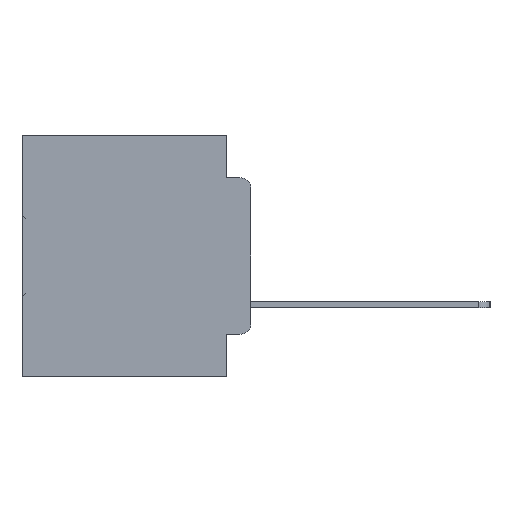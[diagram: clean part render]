
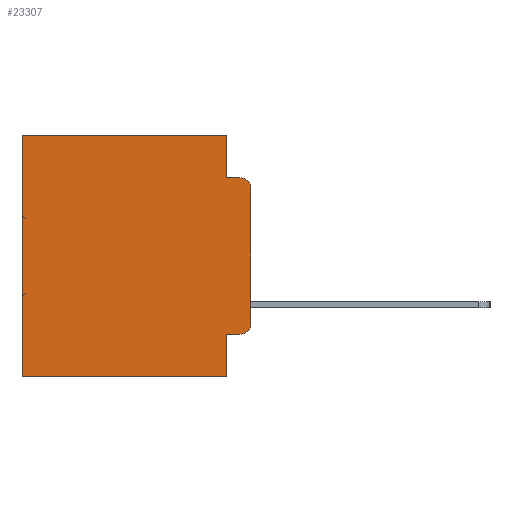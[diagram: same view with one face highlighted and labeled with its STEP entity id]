
A CAD part, left-side view. The second image highlights one B-rep face of the part: STEP entity #23307.
In plain terms, the highlighted planar face has unit normal (-1, 0, 0).
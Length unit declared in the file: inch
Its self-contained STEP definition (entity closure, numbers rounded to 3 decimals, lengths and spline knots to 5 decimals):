
#142 = EDGE_CURVE ( 'NONE', #21817, #21361, #4534, .T. ) ;
#183 = DIRECTION ( 'NONE',  ( -1., 0., 0. ) ) ;
#1062 = LINE ( 'NONE', #3871, #8872 ) ;
#1596 = CARTESIAN_POINT ( 'NONE',  ( 0.298, 0.051, -0.0885 ) ) ;
#1756 = ORIENTED_EDGE ( 'NONE', *, *, #30645, .F. ) ;
#2062 = DIRECTION ( 'NONE',  ( 0., 0., -1. ) ) ;
#2136 = EDGE_CURVE ( 'NONE', #22811, #10354, #29987, .T. ) ;
#3871 = CARTESIAN_POINT ( 'NONE',  ( 0.298, 0., -0.5 ) ) ;
#3994 = PLANE ( 'NONE',  #31202 ) ;
#4534 = LINE ( 'NONE', #11827, #25911 ) ;
#4540 = CARTESIAN_POINT ( 'NONE',  ( 0.298, 0.473, 0. ) ) ;
#4987 = VERTEX_POINT ( 'NONE', #31937 ) ;
#5271 = EDGE_CURVE ( 'NONE', #21817, #22811, #20362, .T. ) ;
#5314 = ORIENTED_EDGE ( 'NONE', *, *, #12661, .F. ) ;
#5929 = VERTEX_POINT ( 'NONE', #25587 ) ;
#6964 = CARTESIAN_POINT ( 'NONE',  ( 0.298, 0.051, -0.4115 ) ) ;
#7118 = CIRCLE ( 'NONE', #22336, 0.02 ) ;
#7316 = CARTESIAN_POINT ( 'NONE',  ( 0.298, 0.473, -0.5 ) ) ;
#8203 = VECTOR ( 'NONE', #8491, 39.37008 ) ;
#8491 = DIRECTION ( 'NONE',  ( 0., 0., -1. ) ) ;
#8613 = CARTESIAN_POINT ( 'NONE',  ( 0.298, 0., 0. ) ) ;
#8872 = VECTOR ( 'NONE', #23526, 39.37008 ) ;
#9153 = EDGE_LOOP ( 'NONE', ( #5314, #11852, #1756, #21236, #28885, #21831, #33616, #11664, #24035, #32930 ) ) ;
#10171 = DIRECTION ( 'NONE',  ( 0., -1., 0. ) ) ;
#10354 = VERTEX_POINT ( 'NONE', #7316 ) ;
#10867 = VERTEX_POINT ( 'NONE', #25944 ) ;
#11141 = LINE ( 'NONE', #15084, #24795 ) ;
#11664 = ORIENTED_EDGE ( 'NONE', *, *, #13864, .F. ) ;
#11827 = CARTESIAN_POINT ( 'NONE',  ( 0.298, 0.051, 0. ) ) ;
#11852 = ORIENTED_EDGE ( 'NONE', *, *, #28898, .T. ) ;
#11969 = VECTOR ( 'NONE', #10171, 39.37008 ) ;
#12661 = EDGE_CURVE ( 'NONE', #21159, #5929, #11141, .T. ) ;
#13864 = EDGE_CURVE ( 'NONE', #34190, #25634, #28488, .T. ) ;
#13918 = VECTOR ( 'NONE', #17728, 39.37008 ) ;
#14150 = DIRECTION ( 'NONE',  ( 0., 0., -1. ) ) ;
#14649 = FACE_OUTER_BOUND ( 'NONE', #9153, .T. ) ;
#14659 = DIRECTION ( 'NONE',  ( -1., 0., 0. ) ) ;
#15084 = CARTESIAN_POINT ( 'NONE',  ( 0.298, 0., 0. ) ) ;
#15615 = DIRECTION ( 'NONE',  ( 1., 0., 0. ) ) ;
#15768 = CARTESIAN_POINT ( 'NONE',  ( 0.298, 0.051, 0. ) ) ;
#16862 = DIRECTION ( 'NONE',  ( 0., -1., 0. ) ) ;
#17504 = CARTESIAN_POINT ( 'NONE',  ( 0.298, 0.02, -0.3915 ) ) ;
#17582 = CARTESIAN_POINT ( 'NONE',  ( 0.298, 0.473, 0. ) ) ;
#17728 = DIRECTION ( 'NONE',  ( 0., 1., 0. ) ) ;
#17891 = DIRECTION ( 'NONE',  ( 0., 0., -1. ) ) ;
#18655 = CARTESIAN_POINT ( 'NONE',  ( 0.298, 0.051, -0.0885 ) ) ;
#20218 = DIRECTION ( 'NONE',  ( 0., 0., -1. ) ) ;
#20362 = LINE ( 'NONE', #8613, #13918 ) ;
#21159 = VERTEX_POINT ( 'NONE', #33541 ) ;
#21236 = ORIENTED_EDGE ( 'NONE', *, *, #142, .F. ) ;
#21361 = VERTEX_POINT ( 'NONE', #1596 ) ;
#21817 = VERTEX_POINT ( 'NONE', #15768 ) ;
#21831 = ORIENTED_EDGE ( 'NONE', *, *, #2136, .T. ) ;
#22336 = AXIS2_PLACEMENT_3D ( 'NONE', #17504, #183, #20218 ) ;
#22811 = VERTEX_POINT ( 'NONE', #4540 ) ;
#22963 = EDGE_CURVE ( 'NONE', #34190, #10867, #31719, .T. ) ;
#23240 = CARTESIAN_POINT ( 'NONE',  ( 0.298, 0.051, -0.5 ) ) ;
#23307 = ADVANCED_FACE ( 'NONE', ( #14649 ), #3994, .F. ) ;
#23526 = DIRECTION ( 'NONE',  ( 0., 1., 0. ) ) ;
#24035 = ORIENTED_EDGE ( 'NONE', *, *, #22963, .T. ) ;
#24788 = VECTOR ( 'NONE', #16862, 39.37008 ) ;
#24795 = VECTOR ( 'NONE', #17891, 39.37008 ) ;
#25587 = CARTESIAN_POINT ( 'NONE',  ( 0.298, 0., -0.3915 ) ) ;
#25634 = VERTEX_POINT ( 'NONE', #23240 ) ;
#25911 = VECTOR ( 'NONE', #2062, 39.37008 ) ;
#25944 = CARTESIAN_POINT ( 'NONE',  ( 0.298, 0.02, -0.4115 ) ) ;
#26311 = CARTESIAN_POINT ( 'NONE',  ( 0.298, 0., 0. ) ) ;
#28101 = AXIS2_PLACEMENT_3D ( 'NONE', #30639, #14659, #33158 ) ;
#28268 = EDGE_CURVE ( 'NONE', #10867, #5929, #7118, .T. ) ;
#28488 = LINE ( 'NONE', #35149, #34498 ) ;
#28885 = ORIENTED_EDGE ( 'NONE', *, *, #5271, .T. ) ;
#28898 = EDGE_CURVE ( 'NONE', #21159, #4987, #29390, .T. ) ;
#29102 = EDGE_CURVE ( 'NONE', #25634, #10354, #1062, .T. ) ;
#29390 = CIRCLE ( 'NONE', #28101, 0.02 ) ;
#29987 = LINE ( 'NONE', #17582, #8203 ) ;
#30043 = LINE ( 'NONE', #18655, #11969 ) ;
#30639 = CARTESIAN_POINT ( 'NONE',  ( 0.298, 0.02, -0.1085 ) ) ;
#30645 = EDGE_CURVE ( 'NONE', #21361, #4987, #30043, .T. ) ;
#31202 = AXIS2_PLACEMENT_3D ( 'NONE', #26311, #15615, #34040 ) ;
#31719 = LINE ( 'NONE', #32606, #24788 ) ;
#31937 = CARTESIAN_POINT ( 'NONE',  ( 0.298, 0.02, -0.0885 ) ) ;
#32606 = CARTESIAN_POINT ( 'NONE',  ( 0.298, 0.051, -0.4115 ) ) ;
#32930 = ORIENTED_EDGE ( 'NONE', *, *, #28268, .T. ) ;
#33158 = DIRECTION ( 'NONE',  ( 0., 0., -1. ) ) ;
#33541 = CARTESIAN_POINT ( 'NONE',  ( 0.298, 0., -0.1085 ) ) ;
#33616 = ORIENTED_EDGE ( 'NONE', *, *, #29102, .F. ) ;
#34040 = DIRECTION ( 'NONE',  ( 0., 0., -1. ) ) ;
#34190 = VERTEX_POINT ( 'NONE', #6964 ) ;
#34498 = VECTOR ( 'NONE', #14150, 39.37008 ) ;
#35149 = CARTESIAN_POINT ( 'NONE',  ( 0.298, 0.051, 0. ) ) ;
